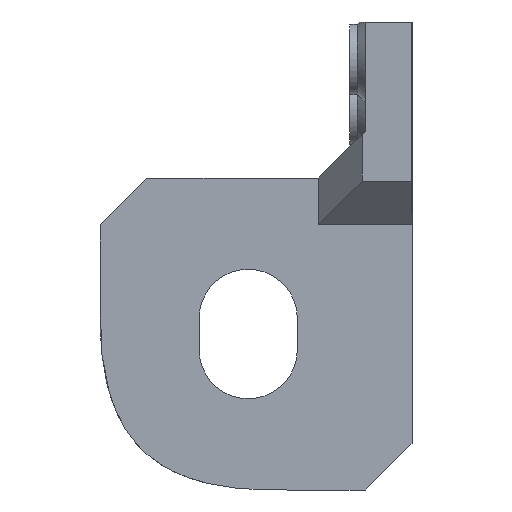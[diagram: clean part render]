
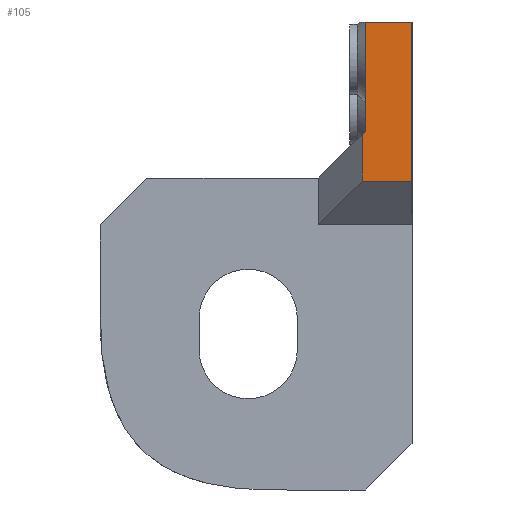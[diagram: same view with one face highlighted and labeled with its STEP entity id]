
A CAD part, left-side view. The second image highlights one B-rep face of the part: STEP entity #105.
In plain terms, the highlighted planar face has unit normal (-1, 0, 0).
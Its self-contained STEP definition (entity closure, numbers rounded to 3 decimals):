
#32 = VECTOR ( 'NONE', #660, 1000. ) ;
#105 = ADVANCED_FACE ( 'NONE', ( #787 ), #1641, .F. ) ;
#176 = CARTESIAN_POINT ( 'NONE',  ( -16., 4.5, 11.5 ) ) ;
#199 = LINE ( 'NONE', #1465, #32 ) ;
#206 = DIRECTION ( 'NONE',  ( 1., 0., 0. ) ) ;
#217 = ORIENTED_EDGE ( 'NONE', *, *, #2422, .T. ) ;
#237 = CARTESIAN_POINT ( 'NONE',  ( -16., -6.8, 0. ) ) ;
#257 = VERTEX_POINT ( 'NONE', #1473 ) ;
#309 = EDGE_CURVE ( 'NONE', #1517, #2528, #1781, .T. ) ;
#359 = LINE ( 'NONE', #2349, #1827 ) ;
#447 = EDGE_CURVE ( 'NONE', #1517, #2606, #2028, .T. ) ;
#505 = ORIENTED_EDGE ( 'NONE', *, *, #447, .T. ) ;
#555 = ORIENTED_EDGE ( 'NONE', *, *, #812, .T. ) ;
#571 = ORIENTED_EDGE ( 'NONE', *, *, #1803, .T. ) ;
#660 = DIRECTION ( 'NONE',  ( 0., -1., 0. ) ) ;
#709 = LINE ( 'NONE', #1304, #2129 ) ;
#743 = CARTESIAN_POINT ( 'NONE',  ( -16., -7., 0. ) ) ;
#787 = FACE_OUTER_BOUND ( 'NONE', #828, .T. ) ;
#791 = ORIENTED_EDGE ( 'NONE', *, *, #309, .F. ) ;
#812 = EDGE_CURVE ( 'NONE', #2606, #2133, #1662, .T. ) ;
#828 = EDGE_LOOP ( 'NONE', ( #571, #1637, #791, #505, #555, #217 ) ) ;
#956 = DIRECTION ( 'NONE',  ( 0., 0., 1. ) ) ;
#1063 = DIRECTION ( 'NONE',  ( 0., 0., -1. ) ) ;
#1081 = VECTOR ( 'NONE', #1063, 1000. ) ;
#1146 = DIRECTION ( 'NONE',  ( 0., 0., 1. ) ) ;
#1304 = CARTESIAN_POINT ( 'NONE',  ( -16., -7., 30. ) ) ;
#1465 = CARTESIAN_POINT ( 'NONE',  ( -16., -7., 19.8 ) ) ;
#1473 = CARTESIAN_POINT ( 'NONE',  ( -16., -10., 30. ) ) ;
#1517 = VERTEX_POINT ( 'NONE', #1933 ) ;
#1549 = AXIS2_PLACEMENT_3D ( 'NONE', #2268, #206, #1595 ) ;
#1595 = DIRECTION ( 'NONE',  ( 0., 0., -1. ) ) ;
#1628 = DIRECTION ( 'NONE',  ( 0., 0.707, -0.707 ) ) ;
#1637 = ORIENTED_EDGE ( 'NONE', *, *, #2529, .F. ) ;
#1641 = PLANE ( 'NONE',  #1549 ) ;
#1662 = LINE ( 'NONE', #237, #1081 ) ;
#1686 = VECTOR ( 'NONE', #1628, 1000. ) ;
#1711 = CARTESIAN_POINT ( 'NONE',  ( -16., -7., 30. ) ) ;
#1733 = CARTESIAN_POINT ( 'NONE',  ( -16., -6.8, 22.8 ) ) ;
#1763 = CARTESIAN_POINT ( 'NONE',  ( -16., -10., 19.8 ) ) ;
#1771 = VERTEX_POINT ( 'NONE', #1763 ) ;
#1781 = LINE ( 'NONE', #743, #2023 ) ;
#1803 = EDGE_CURVE ( 'NONE', #1771, #257, #359, .T. ) ;
#1827 = VECTOR ( 'NONE', #956, 1000. ) ;
#1932 = CARTESIAN_POINT ( 'NONE',  ( -16., -6.8, 19.8 ) ) ;
#1933 = CARTESIAN_POINT ( 'NONE',  ( -16., -7., 23. ) ) ;
#2023 = VECTOR ( 'NONE', #1146, 1000. ) ;
#2028 = LINE ( 'NONE', #176, #1686 ) ;
#2129 = VECTOR ( 'NONE', #2570, 1000. ) ;
#2133 = VERTEX_POINT ( 'NONE', #1932 ) ;
#2268 = CARTESIAN_POINT ( 'NONE',  ( -16., -7., 0. ) ) ;
#2349 = CARTESIAN_POINT ( 'NONE',  ( -16., -10., 0. ) ) ;
#2422 = EDGE_CURVE ( 'NONE', #2133, #1771, #199, .T. ) ;
#2528 = VERTEX_POINT ( 'NONE', #1711 ) ;
#2529 = EDGE_CURVE ( 'NONE', #2528, #257, #709, .T. ) ;
#2570 = DIRECTION ( 'NONE',  ( 0., -1., 0. ) ) ;
#2606 = VERTEX_POINT ( 'NONE', #1733 ) ;
